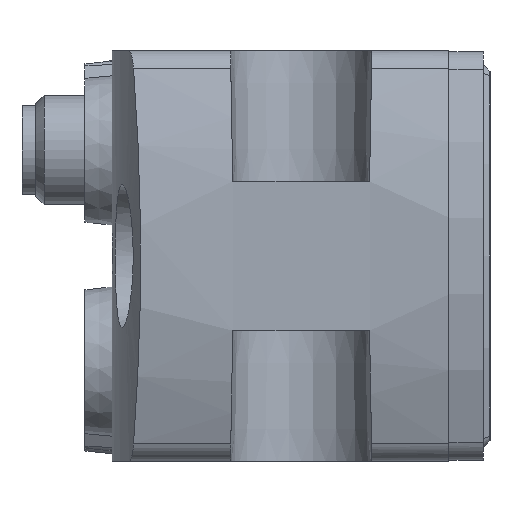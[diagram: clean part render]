
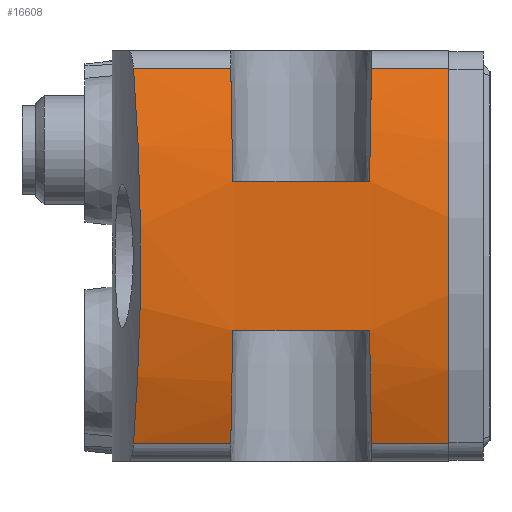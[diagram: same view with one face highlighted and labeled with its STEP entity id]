
A CAD part, left-side view. The second image highlights one B-rep face of the part: STEP entity #16608.
In plain terms, the highlighted cylindrical face has radius 37.48 mm (diameter 74.961 mm), a partial arc.
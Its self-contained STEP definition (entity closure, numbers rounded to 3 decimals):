
#93=B_SPLINE_CURVE_WITH_KNOTS('',3,(#22769,#22770,#22771,#22772,#22773,
#22774,#22775,#22776),.UNSPECIFIED.,.F.,.F.,(4,1,1,1,1,4),(0.,
0.007,0.01,0.014,0.021,
0.028),.UNSPECIFIED.);
#152=CYLINDRICAL_SURFACE('',#17503,37.48);
#447=CIRCLE('',#17506,37.48);
#884=ELLIPSE('',#17504,37.486,37.48);
#885=ELLIPSE('',#17505,37.486,37.48);
#886=ELLIPSE('',#17507,37.486,37.48);
#887=ELLIPSE('',#17508,37.486,37.48);
#1540=ORIENTED_EDGE('',*,*,#4827,.T.);
#1541=ORIENTED_EDGE('',*,*,#4832,.T.);
#1542=ORIENTED_EDGE('',*,*,#4824,.T.);
#1543=ORIENTED_EDGE('',*,*,#4833,.T.);
#1544=ORIENTED_EDGE('',*,*,#4834,.T.);
#1545=ORIENTED_EDGE('',*,*,#4835,.T.);
#1546=ORIENTED_EDGE('',*,*,#4836,.F.);
#1547=ORIENTED_EDGE('',*,*,#4837,.F.);
#1548=ORIENTED_EDGE('',*,*,#4817,.F.);
#1549=ORIENTED_EDGE('',*,*,#4838,.F.);
#1550=ORIENTED_EDGE('',*,*,#4839,.F.);
#1551=ORIENTED_EDGE('',*,*,#4599,.T.);
#4599=EDGE_CURVE('',#6293,#6292,#93,.T.);
#4817=EDGE_CURVE('',#6441,#6442,#7505,.T.);
#4824=EDGE_CURVE('',#6446,#6448,#7510,.T.);
#4827=EDGE_CURVE('',#6292,#6449,#7511,.T.);
#4832=EDGE_CURVE('',#6449,#6446,#884,.F.);
#4833=EDGE_CURVE('',#6448,#6451,#885,.F.);
#4834=EDGE_CURVE('',#6451,#6452,#7512,.T.);
#4835=EDGE_CURVE('',#6452,#6453,#447,.T.);
#4836=EDGE_CURVE('',#6454,#6453,#7513,.T.);
#4837=EDGE_CURVE('',#6442,#6454,#886,.T.);
#4838=EDGE_CURVE('',#6455,#6441,#887,.T.);
#4839=EDGE_CURVE('',#6293,#6455,#7514,.T.);
#6292=VERTEX_POINT('',#22768);
#6293=VERTEX_POINT('',#22777);
#6441=VERTEX_POINT('',#23235);
#6442=VERTEX_POINT('',#23236);
#6446=VERTEX_POINT('',#23245);
#6448=VERTEX_POINT('',#23249);
#6449=VERTEX_POINT('',#23255);
#6451=VERTEX_POINT('',#23267);
#6452=VERTEX_POINT('',#23269);
#6453=VERTEX_POINT('',#23271);
#6454=VERTEX_POINT('',#23273);
#6455=VERTEX_POINT('',#23276);
#7505=LINE('',#23234,#8609);
#7510=LINE('',#23250,#8614);
#7511=LINE('',#23256,#8615);
#7512=LINE('',#23268,#8616);
#7513=LINE('',#23272,#8617);
#7514=LINE('',#23277,#8618);
#8609=VECTOR('',#19325,1000.);
#8614=VECTOR('',#19336,1000.);
#8615=VECTOR('',#19345,1000.);
#8616=VECTOR('',#19364,1000.);
#8617=VECTOR('',#19367,1000.);
#8618=VECTOR('',#19372,1000.);
#9515=EDGE_LOOP('',(#1540,#1541,#1542,#1543,#1544,#1545,#1546,#1547,#1548,
#1549,#1550,#1551));
#10397=FACE_BOUND('',#9515,.T.);
#16608=ADVANCED_FACE('',(#10397),#152,.T.);
#17503=AXIS2_PLACEMENT_3D('',#23264,#19358,#19359);
#17504=AXIS2_PLACEMENT_3D('',#23265,#19360,#19361);
#17505=AXIS2_PLACEMENT_3D('',#23266,#19362,#19363);
#17506=AXIS2_PLACEMENT_3D('',#23270,#19365,#19366);
#17507=AXIS2_PLACEMENT_3D('',#23274,#19368,#19369);
#17508=AXIS2_PLACEMENT_3D('',#23275,#19370,#19371);
#19325=DIRECTION('',(0.,-1.,0.));
#19336=DIRECTION('',(0.,-1.,0.));
#19345=DIRECTION('',(0.,-1.,0.));
#19358=DIRECTION('',(0.,-1.,0.));
#19359=DIRECTION('',(0.,0.,-1.));
#19360=DIRECTION('',(0.,-1.,-0.017));
#19361=DIRECTION('',(0.,-0.017,1.));
#19362=DIRECTION('',(0.,1.,-0.017));
#19363=DIRECTION('',(0.,-0.017,-1.));
#19364=DIRECTION('',(0.,-1.,0.));
#19365=DIRECTION('',(0.,1.,0.));
#19366=DIRECTION('',(1.,0.,0.));
#19367=DIRECTION('',(0.,-1.,0.));
#19368=DIRECTION('',(0.,1.,0.017));
#19369=DIRECTION('',(0.,-0.017,1.));
#19370=DIRECTION('',(0.,-1.,0.017));
#19371=DIRECTION('',(0.,-0.017,-1.));
#19372=DIRECTION('',(0.,-1.,0.));
#22768=CARTESIAN_POINT('',(-48.594,26.05,-13.733));
#22769=CARTESIAN_POINT('',(-48.594,26.05,13.733));
#22770=CARTESIAN_POINT('',(-49.458,25.89,11.537));
#22771=CARTESIAN_POINT('',(-50.427,25.693,8.171));
#22772=CARTESIAN_POINT('',(-51.088,25.553,3.548));
#22773=CARTESIAN_POINT('',(-51.311,25.505,-1.189));
#22774=CARTESIAN_POINT('',(-50.765,25.624,-6.983));
#22775=CARTESIAN_POINT('',(-49.458,25.89,-11.537));
#22776=CARTESIAN_POINT('',(-48.594,26.05,-13.733));
#22777=CARTESIAN_POINT('',(-48.594,26.05,13.733));
#23234=CARTESIAN_POINT('',(-50.8,27.6,5.459));
#23235=CARTESIAN_POINT('',(-50.8,18.8,5.459));
#23236=CARTESIAN_POINT('',(-50.8,8.8,5.459));
#23245=CARTESIAN_POINT('',(-50.8,18.8,-5.459));
#23249=CARTESIAN_POINT('',(-50.8,8.8,-5.459));
#23250=CARTESIAN_POINT('',(-50.8,27.6,-5.459));
#23255=CARTESIAN_POINT('',(-48.594,18.944,-13.733));
#23256=CARTESIAN_POINT('',(-48.594,27.6,-13.733));
#23264=CARTESIAN_POINT('',(-13.72,27.6,0.));
#23265=CARTESIAN_POINT('',(-13.72,18.705,0.));
#23266=CARTESIAN_POINT('',(-13.72,8.895,0.));
#23267=CARTESIAN_POINT('',(-48.594,8.656,-13.733));
#23268=CARTESIAN_POINT('',(-48.594,27.6,-13.733));
#23269=CARTESIAN_POINT('',(-48.594,3.,-13.733));
#23270=CARTESIAN_POINT('',(-13.72,3.,0.));
#23271=CARTESIAN_POINT('',(-48.594,3.,13.733));
#23272=CARTESIAN_POINT('',(-48.594,27.6,13.733));
#23273=CARTESIAN_POINT('',(-48.594,8.656,13.733));
#23274=CARTESIAN_POINT('',(-13.72,8.895,0.));
#23275=CARTESIAN_POINT('',(-13.72,18.705,0.));
#23276=CARTESIAN_POINT('',(-48.594,18.944,13.733));
#23277=CARTESIAN_POINT('',(-48.594,27.6,13.733));
